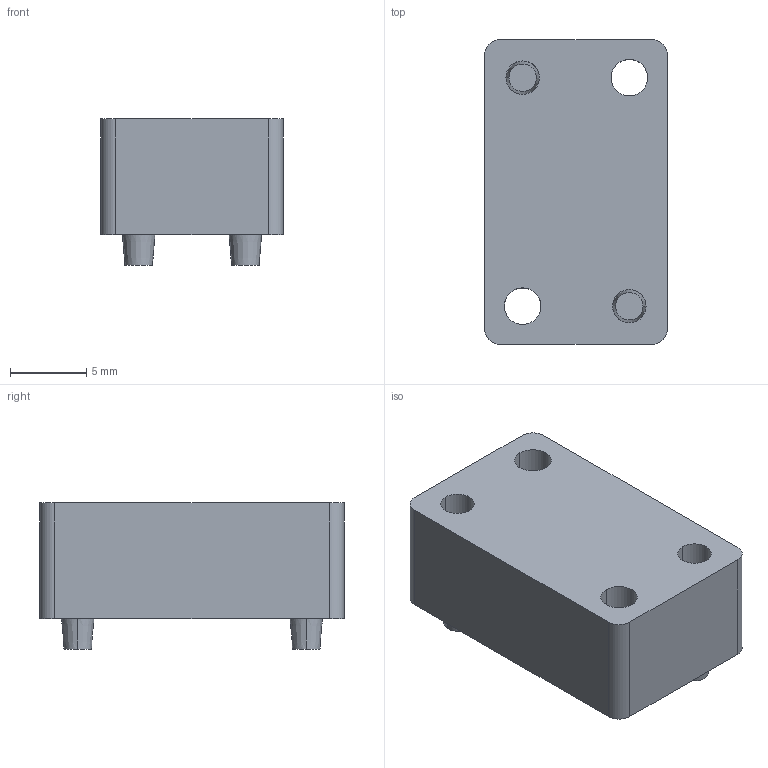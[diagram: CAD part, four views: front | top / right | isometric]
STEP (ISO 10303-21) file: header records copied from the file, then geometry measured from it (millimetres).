
FILE_DESCRIPTION(('FreeCAD Model'),'2;1');
FILE_NAME('MCP_SCI_socket.step', '2016-05-10T09:58:37',('Author'),(''), 'Open CASCADE STEP processor 6.8','FreeCAD','Unknown');
FILE_SCHEMA(('AUTOMOTIVE_DESIGN_CC2 { 1 2 10303 214 -1 1 5 4 }'));
Products named in the file (1): MCP_SCI_socket
Bounding box: 12 x 20 x 9.6 mm (x, y, z)
Volume: 1612.3 mm3; surface area: 1559.6 mm2
Topology: 1 solids, 1 shells, 276 faces, 776 edges, 468 vertices
Faces by surface type: cylinder 160, plane 108, cone 8
Entity records: 39769 total; most frequent: CARTESIAN_POINT 25889, DIRECTION 2130, ORIENTED_EDGE 1552, PCURVE 1552, DEFINITIONAL_REPRESENTATION 1552, B_SPLINE_CURVE_WITH_KNOTS 956, LINE 808, VECTOR 808
